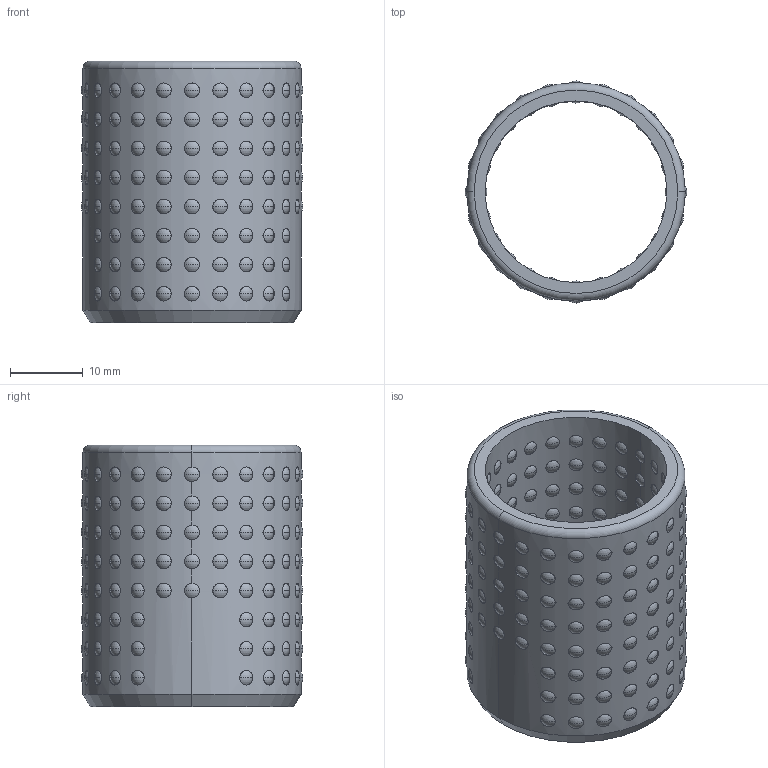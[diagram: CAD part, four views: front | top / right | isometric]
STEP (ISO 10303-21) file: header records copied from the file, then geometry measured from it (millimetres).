
FILE_DESCRIPTION (( 'STEP AP214' ), '1' );
FILE_NAME ('681QM-D25-C36.STEP', '2021-11-03T00:36:28', ( '' ), ( '' ), 'SwSTEP 2.0', 'SolidWorks 2016', '' );
FILE_SCHEMA (( 'AUTOMOTIVE_DESIGN' ));
Length unit declared in the file: millimetre
Products named in the file (178): BALL-D3; 681QM-D25-C36; 681QM -D25-C36
Assembly tree (175 placements, depth 2):
  BALL-D3
  BALL-D3
  BALL-D3
  BALL-D3
  BALL-D3
Bounding box: 30.5 x 30.5 x 36 mm (x, y, z)
Volume: 7336.8 mm3; surface area: 14768.1 mm2
Topology: 175 solids, 175 shells, 715 faces, 3239 edges, 2158 vertices
Faces by surface type: sphere 696, plane 8, cylinder 7, torus 2, cone 2
Entity records: 27428 total; most frequent: CARTESIAN_POINT 14341, ORIENTED_EDGE 2306, DIRECTION 1887, EDGE_CURVE 1153, AXIS2_PLACEMENT_3D 922, VERTEX_POINT 768, B_SPLINE_CURVE_WITH_KNOTS 736, EDGE_LOOP 699
